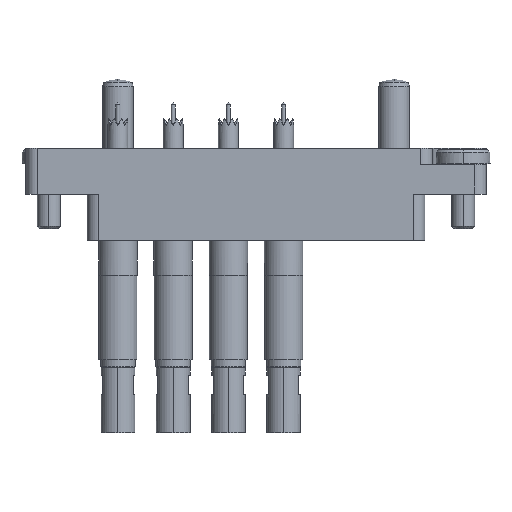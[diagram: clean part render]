
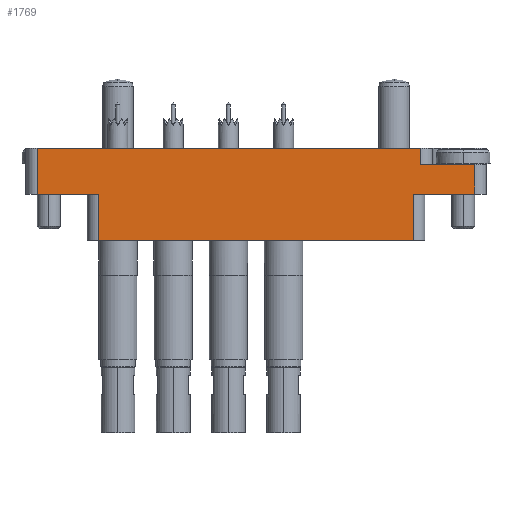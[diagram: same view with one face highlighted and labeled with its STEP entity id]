
A CAD part, left-side view. The second image highlights one B-rep face of the part: STEP entity #1769.
In plain terms, the highlighted face is planar.
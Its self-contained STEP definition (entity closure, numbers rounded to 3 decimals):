
#138 = DIRECTION ( 'NONE',  ( -1., 0., 0. ) ) ;
#220 = VECTOR ( 'NONE', #138, 1000. ) ;
#427 = DIRECTION ( 'NONE',  ( 0., -1., 0. ) ) ;
#534 = LINE ( 'NONE', #6285, #7097 ) ;
#731 = CARTESIAN_POINT ( 'NONE',  ( -28.5, 0., 14.35 ) ) ;
#790 = VECTOR ( 'NONE', #17750, 1000. ) ;
#1212 = CARTESIAN_POINT ( 'NONE',  ( 28.5, 3.9, 14.35 ) ) ;
#1255 = VECTOR ( 'NONE', #9298, 1000. ) ;
#1375 = LINE ( 'NONE', #23538, #790 ) ;
#1769 = ADVANCED_FACE ( 'NONE', ( #15224 ), #3573, .F. ) ;
#1819 = ORIENTED_EDGE ( 'NONE', *, *, #13846, .F. ) ;
#2516 = CARTESIAN_POINT ( 'NONE',  ( 20.5, 0., 14.35 ) ) ;
#2992 = EDGE_CURVE ( 'NONE', #4319, #21627, #15531, .T. ) ;
#3055 = CARTESIAN_POINT ( 'NONE',  ( -28.5, 6., 14.35 ) ) ;
#3573 = PLANE ( 'NONE',  #10203 ) ;
#3797 = LINE ( 'NONE', #13624, #23355 ) ;
#3857 = CARTESIAN_POINT ( 'NONE',  ( 20.5, 0., 14.35 ) ) ;
#4029 = CARTESIAN_POINT ( 'NONE',  ( 21.5, 3.9, 14.35 ) ) ;
#4272 = LINE ( 'NONE', #20411, #15208 ) ;
#4319 = VERTEX_POINT ( 'NONE', #14715 ) ;
#4327 = DIRECTION ( 'NONE',  ( -1., 0., 0. ) ) ;
#4488 = DIRECTION ( 'NONE',  ( 1., 0., 0. ) ) ;
#4941 = ORIENTED_EDGE ( 'NONE', *, *, #9629, .F. ) ;
#5303 = VECTOR ( 'NONE', #9201, 1000. ) ;
#5728 = ORIENTED_EDGE ( 'NONE', *, *, #9227, .F. ) ;
#5738 = LINE ( 'NONE', #15456, #1255 ) ;
#5902 = VECTOR ( 'NONE', #19355, 1000. ) ;
#6285 = CARTESIAN_POINT ( 'NONE',  ( 30., 0., 14.35 ) ) ;
#7097 = VECTOR ( 'NONE', #4327, 1000. ) ;
#7152 = VERTEX_POINT ( 'NONE', #4029 ) ;
#7489 = CARTESIAN_POINT ( 'NONE',  ( -30., 0., 14.35 ) ) ;
#7751 = ORIENTED_EDGE ( 'NONE', *, *, #2992, .T. ) ;
#7834 = DIRECTION ( 'NONE',  ( -1., 0., 0. ) ) ;
#9201 = DIRECTION ( 'NONE',  ( 0., 1., 0. ) ) ;
#9215 = DIRECTION ( 'NONE',  ( -1., 0., 0. ) ) ;
#9227 = EDGE_CURVE ( 'NONE', #24629, #14394, #22603, .T. ) ;
#9298 = DIRECTION ( 'NONE',  ( 1., 0., 0. ) ) ;
#9584 = VERTEX_POINT ( 'NONE', #14788 ) ;
#9629 = EDGE_CURVE ( 'NONE', #13508, #21627, #534, .T. ) ;
#9720 = CARTESIAN_POINT ( 'NONE',  ( 28.5, 0., 14.35 ) ) ;
#10203 = AXIS2_PLACEMENT_3D ( 'NONE', #7489, #15497, #9215 ) ;
#10602 = EDGE_CURVE ( 'NONE', #16206, #22933, #24021, .T. ) ;
#11356 = ORIENTED_EDGE ( 'NONE', *, *, #11971, .T. ) ;
#11849 = ORIENTED_EDGE ( 'NONE', *, *, #20726, .T. ) ;
#11971 = EDGE_CURVE ( 'NONE', #16206, #16967, #1375, .T. ) ;
#12745 = EDGE_CURVE ( 'NONE', #7152, #9584, #5738, .T. ) ;
#12959 = VECTOR ( 'NONE', #4488, 1000. ) ;
#13508 = VERTEX_POINT ( 'NONE', #9720 ) ;
#13624 = CARTESIAN_POINT ( 'NONE',  ( -22., -6., 14.35 ) ) ;
#13846 = EDGE_CURVE ( 'NONE', #4319, #16967, #3797, .T. ) ;
#14033 = CARTESIAN_POINT ( 'NONE',  ( 30., 0., 14.35 ) ) ;
#14394 = VERTEX_POINT ( 'NONE', #18052 ) ;
#14700 = CARTESIAN_POINT ( 'NONE',  ( -20.5, 0., 14.35 ) ) ;
#14715 = CARTESIAN_POINT ( 'NONE',  ( 20.5, -6., 14.35 ) ) ;
#14742 = EDGE_CURVE ( 'NONE', #24629, #22933, #23817, .T. ) ;
#14788 = CARTESIAN_POINT ( 'NONE',  ( 28.5, 3.9, 14.35 ) ) ;
#15208 = VECTOR ( 'NONE', #18434, 1000. ) ;
#15224 = FACE_OUTER_BOUND ( 'NONE', #22740, .T. ) ;
#15456 = CARTESIAN_POINT ( 'NONE',  ( 30., 3.9, 14.35 ) ) ;
#15497 = DIRECTION ( 'NONE',  ( 0., 0., -1. ) ) ;
#15531 = LINE ( 'NONE', #3857, #5902 ) ;
#16206 = VERTEX_POINT ( 'NONE', #14700 ) ;
#16229 = VECTOR ( 'NONE', #427, 1000. ) ;
#16535 = CARTESIAN_POINT ( 'NONE',  ( -30., 6., 14.35 ) ) ;
#16967 = VERTEX_POINT ( 'NONE', #17107 ) ;
#17107 = CARTESIAN_POINT ( 'NONE',  ( -20.5, -6., 14.35 ) ) ;
#17140 = ORIENTED_EDGE ( 'NONE', *, *, #10602, .F. ) ;
#17750 = DIRECTION ( 'NONE',  ( 0., -1., 0. ) ) ;
#18052 = CARTESIAN_POINT ( 'NONE',  ( 21.5, 6., 14.35 ) ) ;
#18238 = CARTESIAN_POINT ( 'NONE',  ( -28.5, 0., 14.35 ) ) ;
#18434 = DIRECTION ( 'NONE',  ( 0., 1., 0. ) ) ;
#18863 = ORIENTED_EDGE ( 'NONE', *, *, #14742, .T. ) ;
#19355 = DIRECTION ( 'NONE',  ( 0., 1., 0. ) ) ;
#19423 = ORIENTED_EDGE ( 'NONE', *, *, #12745, .F. ) ;
#20411 = CARTESIAN_POINT ( 'NONE',  ( 21.5, 0., 14.35 ) ) ;
#20726 = EDGE_CURVE ( 'NONE', #7152, #14394, #4272, .T. ) ;
#21627 = VERTEX_POINT ( 'NONE', #2516 ) ;
#22603 = LINE ( 'NONE', #16535, #12959 ) ;
#22740 = EDGE_LOOP ( 'NONE', ( #1819, #7751, #4941, #25632, #19423, #11849, #5728, #18863, #17140, #11356 ) ) ;
#22933 = VERTEX_POINT ( 'NONE', #731 ) ;
#23242 = LINE ( 'NONE', #1212, #5303 ) ;
#23355 = VECTOR ( 'NONE', #7834, 1000. ) ;
#23538 = CARTESIAN_POINT ( 'NONE',  ( -20.5, 0., 14.35 ) ) ;
#23817 = LINE ( 'NONE', #18238, #16229 ) ;
#24021 = LINE ( 'NONE', #14033, #220 ) ;
#24629 = VERTEX_POINT ( 'NONE', #3055 ) ;
#25564 = EDGE_CURVE ( 'NONE', #13508, #9584, #23242, .T. ) ;
#25632 = ORIENTED_EDGE ( 'NONE', *, *, #25564, .T. ) ;
